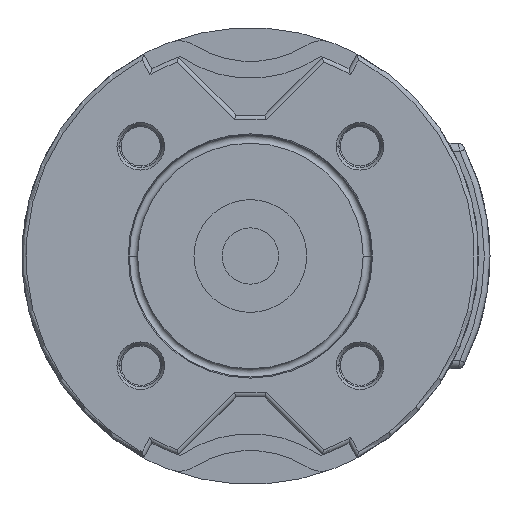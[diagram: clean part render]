
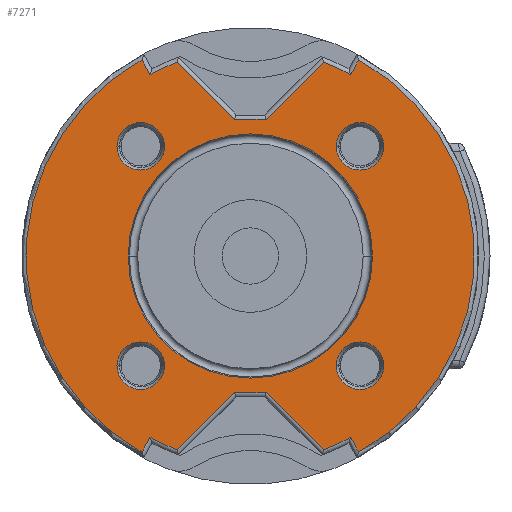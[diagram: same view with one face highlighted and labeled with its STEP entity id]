
A CAD part, left-side view. The second image highlights one B-rep face of the part: STEP entity #7271.
In plain terms, the highlighted planar face has unit normal (-1, 0, 0).
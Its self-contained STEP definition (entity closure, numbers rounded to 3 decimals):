
#2262=CARTESIAN_POINT('',(-58.,0.,0.));
#2263=DIRECTION('',(-1.,0.,0.));
#2264=DIRECTION('',(0.,0.485,-0.875));
#2265=AXIS2_PLACEMENT_3D('',#2262,#2263,#2264);
#2267=DIRECTION('',(0.,-0.467,0.884));
#2268=VECTOR('',#2267,1.2);
#2269=CARTESIAN_POINT('',(-58.,7.684,-13.92));
#2270=LINE('',#2269,#2268);
#2271=CARTESIAN_POINT('',(-58.,0.,0.));
#2272=DIRECTION('',(1.,0.,0.));
#2273=DIRECTION('',(0.,0.483,-0.875));
#2274=AXIS2_PLACEMENT_3D('',#2271,#2272,#2273);
#2276=DIRECTION('',(0.,0.467,0.884));
#2277=VECTOR('',#2276,1.2);
#2278=CARTESIAN_POINT('',(-58.,7.124,12.858));
#2279=LINE('',#2278,#2277);
#2280=CARTESIAN_POINT('',(-58.,0.,0.));
#2281=DIRECTION('',(-1.,0.,0.));
#2282=DIRECTION('',(0.,0.352,0.936));
#2283=AXIS2_PLACEMENT_3D('',#2280,#2281,#2282);
#2285=DIRECTION('',(0.,0.707,0.707));
#2286=VECTOR('',#2285,5.737);
#2287=CARTESIAN_POINT('',(-58.,1.124,9.7));
#2288=LINE('',#2287,#2286);
#2289=DIRECTION('',(0.,1.,0.));
#2290=VECTOR('',#2289,2.249);
#2291=CARTESIAN_POINT('',(-58.,-1.124,9.7));
#2292=LINE('',#2291,#2290);
#2293=DIRECTION('',(0.,0.707,-0.707));
#2294=VECTOR('',#2293,5.737);
#2295=CARTESIAN_POINT('',(-58.,-5.181,13.757));
#2296=LINE('',#2295,#2294);
#2297=CARTESIAN_POINT('',(-58.,0.,0.));
#2298=DIRECTION('',(-1.,0.,0.));
#2299=DIRECTION('',(0.,-0.485,0.875));
#2300=AXIS2_PLACEMENT_3D('',#2297,#2298,#2299);
#2302=DIRECTION('',(0.,0.467,-0.884));
#2303=VECTOR('',#2302,1.2);
#2304=CARTESIAN_POINT('',(-58.,-7.684,13.92));
#2305=LINE('',#2304,#2303);
#2306=CARTESIAN_POINT('',(-58.,0.,0.));
#2307=DIRECTION('',(1.,0.,0.));
#2308=DIRECTION('',(0.,-0.483,0.875));
#2309=AXIS2_PLACEMENT_3D('',#2306,#2307,#2308);
#2311=DIRECTION('',(0.,-0.467,-0.884));
#2312=VECTOR('',#2311,1.2);
#2313=CARTESIAN_POINT('',(-58.,-7.124,-12.858));
#2314=LINE('',#2313,#2312);
#2315=CARTESIAN_POINT('',(-58.,0.,0.));
#2316=DIRECTION('',(-1.,0.,0.));
#2317=DIRECTION('',(0.,-0.352,-0.936));
#2318=AXIS2_PLACEMENT_3D('',#2315,#2316,#2317);
#2320=DIRECTION('',(0.,-0.707,-0.707));
#2321=VECTOR('',#2320,5.737);
#2322=CARTESIAN_POINT('',(-58.,-1.124,-9.7));
#2323=LINE('',#2322,#2321);
#2324=DIRECTION('',(0.,-1.,0.));
#2325=VECTOR('',#2324,2.249);
#2326=CARTESIAN_POINT('',(-58.,1.124,-9.7));
#2327=LINE('',#2326,#2325);
#2328=DIRECTION('',(0.,-0.707,0.707));
#2329=VECTOR('',#2328,5.737);
#2330=CARTESIAN_POINT('',(-58.,5.181,-13.757));
#2331=LINE('',#2330,#2329);
#2352=CARTESIAN_POINT('',(-58.,0.,0.));
#2353=DIRECTION('',(1.,0.,0.));
#2354=DIRECTION('',(0.,1.,0.));
#2355=AXIS2_PLACEMENT_3D('',#2352,#2353,#2354);
#2357=CARTESIAN_POINT('',(-58.,0.,0.));
#2358=DIRECTION('',(1.,0.,0.));
#2359=DIRECTION('',(0.,-1.,0.));
#2360=AXIS2_PLACEMENT_3D('',#2357,#2358,#2359);
#2362=CARTESIAN_POINT('',(-58.,-7.778,
-7.778));
#2363=DIRECTION('',(1.,0.,0.));
#2364=DIRECTION('',(0.,-1.,0.));
#2365=AXIS2_PLACEMENT_3D('',#2362,#2363,#2364);
#2367=CARTESIAN_POINT('',(-58.,-7.778,
-7.778));
#2368=DIRECTION('',(1.,0.,0.));
#2369=DIRECTION('',(0.,1.,0.));
#2370=AXIS2_PLACEMENT_3D('',#2367,#2368,#2369);
#2372=CARTESIAN_POINT('',(-58.,7.778,
-7.778));
#2373=DIRECTION('',(1.,0.,0.));
#2374=DIRECTION('',(0.,-1.,0.));
#2375=AXIS2_PLACEMENT_3D('',#2372,#2373,#2374);
#2377=CARTESIAN_POINT('',(-58.,7.778,
-7.778));
#2378=DIRECTION('',(1.,0.,0.));
#2379=DIRECTION('',(0.,1.,0.));
#2380=AXIS2_PLACEMENT_3D('',#2377,#2378,#2379);
#2382=CARTESIAN_POINT('',(-58.,7.778,7.778));
#2383=DIRECTION('',(1.,0.,0.));
#2384=DIRECTION('',(0.,-1.,0.));
#2385=AXIS2_PLACEMENT_3D('',#2382,#2383,#2384);
#2387=CARTESIAN_POINT('',(-58.,7.778,7.778));
#2388=DIRECTION('',(1.,0.,0.));
#2389=DIRECTION('',(0.,1.,0.));
#2390=AXIS2_PLACEMENT_3D('',#2387,#2388,#2389);
#2392=CARTESIAN_POINT('',(-58.,-7.778,
7.778));
#2393=DIRECTION('',(1.,0.,0.));
#2394=DIRECTION('',(0.,-1.,0.));
#2395=AXIS2_PLACEMENT_3D('',#2392,#2393,#2394);
#2397=CARTESIAN_POINT('',(-58.,-7.778,
7.778));
#2398=DIRECTION('',(1.,0.,0.));
#2399=DIRECTION('',(0.,1.,0.));
#2400=AXIS2_PLACEMENT_3D('',#2397,#2398,#2399);
#3735=CARTESIAN_POINT('',(-58.,7.124,-12.858));
#3736=CARTESIAN_POINT('',(-58.,5.181,-13.757));
#3737=VERTEX_POINT('',#3735);
#3738=VERTEX_POINT('',#3736);
#3739=CARTESIAN_POINT('',(-58.,1.124,-9.7));
#3740=VERTEX_POINT('',#3739);
#3745=CARTESIAN_POINT('',(-58.,-1.124,-9.7));
#3746=VERTEX_POINT('',#3745);
#3749=CARTESIAN_POINT('',(-58.,-5.181,-13.757));
#3750=VERTEX_POINT('',#3749);
#3753=CARTESIAN_POINT('',(-58.,-7.124,-12.858));
#3754=VERTEX_POINT('',#3753);
#3755=CARTESIAN_POINT('',(-58.,-7.684,-13.92));
#3756=VERTEX_POINT('',#3755);
#3757=CARTESIAN_POINT('',(-58.,-7.684,13.92));
#3758=VERTEX_POINT('',#3757);
#3763=CARTESIAN_POINT('',(-58.,-7.124,12.858));
#3764=VERTEX_POINT('',#3763);
#3765=CARTESIAN_POINT('',(-58.,-5.181,13.757));
#3766=VERTEX_POINT('',#3765);
#3767=CARTESIAN_POINT('',(-58.,-1.124,9.7));
#3768=VERTEX_POINT('',#3767);
#3773=CARTESIAN_POINT('',(-58.,1.124,9.7));
#3774=VERTEX_POINT('',#3773);
#3777=CARTESIAN_POINT('',(-58.,5.181,13.757));
#3778=VERTEX_POINT('',#3777);
#3781=CARTESIAN_POINT('',(-58.,7.124,12.858));
#3782=VERTEX_POINT('',#3781);
#3783=CARTESIAN_POINT('',(-58.,7.684,13.92));
#3784=VERTEX_POINT('',#3783);
#3785=CARTESIAN_POINT('',(-58.,7.684,-13.92));
#3786=VERTEX_POINT('',#3785);
#3955=CARTESIAN_POINT('',(-58.,-9.462,
-7.778));
#3956=CARTESIAN_POINT('',(-58.,-6.094,
-7.778));
#3957=VERTEX_POINT('',#3955);
#3958=VERTEX_POINT('',#3956);
#3961=CARTESIAN_POINT('',(-58.,6.094,
-7.778));
#3962=CARTESIAN_POINT('',(-58.,9.462,
-7.778));
#3963=VERTEX_POINT('',#3961);
#3964=VERTEX_POINT('',#3962);
#3967=CARTESIAN_POINT('',(-58.,6.094,7.778));
#3968=CARTESIAN_POINT('',(-58.,9.462,7.778));
#3969=VERTEX_POINT('',#3967);
#3970=VERTEX_POINT('',#3968);
#3973=CARTESIAN_POINT('',(-58.,-9.462,
7.778));
#3974=CARTESIAN_POINT('',(-58.,-6.094,
7.778));
#3975=VERTEX_POINT('',#3973);
#3976=VERTEX_POINT('',#3974);
#4269=CARTESIAN_POINT('',(-58.,8.664,0.));
#4270=CARTESIAN_POINT('',(-58.,-8.664,0.));
#4271=VERTEX_POINT('',#4269);
#4272=VERTEX_POINT('',#4270);
#7203=CARTESIAN_POINT('',(-58.,0.,0.));
#7204=DIRECTION('',(1.,0.,0.));
#7205=DIRECTION('',(0.,-1.,0.));
#7206=AXIS2_PLACEMENT_3D('',#7203,#7204,#7205);
#7207=PLANE('',#7206);
#7209=ORIENTED_EDGE('',*,*,#7208,.F.);
#7211=ORIENTED_EDGE('',*,*,#7210,.F.);
#7213=ORIENTED_EDGE('',*,*,#7212,.T.);
#7215=ORIENTED_EDGE('',*,*,#7214,.F.);
#7217=ORIENTED_EDGE('',*,*,#7216,.F.);
#7219=ORIENTED_EDGE('',*,*,#7218,.F.);
#7221=ORIENTED_EDGE('',*,*,#7220,.F.);
#7223=ORIENTED_EDGE('',*,*,#7222,.F.);
#7225=ORIENTED_EDGE('',*,*,#7224,.F.);
#7227=ORIENTED_EDGE('',*,*,#7226,.F.);
#7229=ORIENTED_EDGE('',*,*,#7228,.T.);
#7231=ORIENTED_EDGE('',*,*,#7230,.F.);
#7233=ORIENTED_EDGE('',*,*,#7232,.F.);
#7234=ORIENTED_EDGE('',*,*,#7193,.F.);
#7236=ORIENTED_EDGE('',*,*,#7235,.F.);
#7238=ORIENTED_EDGE('',*,*,#7237,.F.);
#7239=EDGE_LOOP('',(#7209,#7211,#7213,#7215,#7217,#7219,#7221,#7223,#7225,#7227,
#7229,#7231,#7233,#7234,#7236,#7238));
#7240=FACE_OUTER_BOUND('',#7239,.F.);
#7242=ORIENTED_EDGE('',*,*,#7241,.F.);
#7244=ORIENTED_EDGE('',*,*,#7243,.F.);
#7245=EDGE_LOOP('',(#7242,#7244));
#7246=FACE_BOUND('',#7245,.F.);
#7248=ORIENTED_EDGE('',*,*,#7247,.F.);
#7250=ORIENTED_EDGE('',*,*,#7249,.F.);
#7251=EDGE_LOOP('',(#7248,#7250));
#7252=FACE_BOUND('',#7251,.F.);
#7254=ORIENTED_EDGE('',*,*,#7253,.F.);
#7256=ORIENTED_EDGE('',*,*,#7255,.F.);
#7257=EDGE_LOOP('',(#7254,#7256));
#7258=FACE_BOUND('',#7257,.F.);
#7260=ORIENTED_EDGE('',*,*,#7259,.F.);
#7262=ORIENTED_EDGE('',*,*,#7261,.F.);
#7263=EDGE_LOOP('',(#7260,#7262));
#7264=FACE_BOUND('',#7263,.F.);
#7266=ORIENTED_EDGE('',*,*,#7265,.F.);
#7268=ORIENTED_EDGE('',*,*,#7267,.F.);
#7269=EDGE_LOOP('',(#7266,#7268));
#7270=FACE_BOUND('',#7269,.F.);
#7271=ADVANCED_FACE('',(#7240,#7246,#7252,#7258,#7264,#7270),#7207,.F.);
#2266=CIRCLE('',#2265,14.7);
#2275=CIRCLE('',#2274,15.9);
#2284=CIRCLE('',#2283,14.7);
#2301=CIRCLE('',#2300,14.7);
#2310=CIRCLE('',#2309,15.9);
#2319=CIRCLE('',#2318,14.7);
#2356=CIRCLE('',#2355,8.664);
#2361=CIRCLE('',#2360,8.664);
#2366=CIRCLE('',#2365,1.684);
#2371=CIRCLE('',#2370,1.684);
#2376=CIRCLE('',#2375,1.684);
#2381=CIRCLE('',#2380,1.684);
#2386=CIRCLE('',#2385,1.684);
#2391=CIRCLE('',#2390,1.684);
#2396=CIRCLE('',#2395,1.684);
#2401=CIRCLE('',#2400,1.684);
#7193=EDGE_CURVE('',#3746,#3750,#2323,.T.);
#7208=EDGE_CURVE('',#3737,#3738,#2266,.T.);
#7210=EDGE_CURVE('',#3786,#3737,#2270,.T.);
#7212=EDGE_CURVE('',#3786,#3784,#2275,.T.);
#7214=EDGE_CURVE('',#3782,#3784,#2279,.T.);
#7216=EDGE_CURVE('',#3778,#3782,#2284,.T.);
#7218=EDGE_CURVE('',#3774,#3778,#2288,.T.);
#7220=EDGE_CURVE('',#3768,#3774,#2292,.T.);
#7222=EDGE_CURVE('',#3766,#3768,#2296,.T.);
#7224=EDGE_CURVE('',#3764,#3766,#2301,.T.);
#7226=EDGE_CURVE('',#3758,#3764,#2305,.T.);
#7228=EDGE_CURVE('',#3758,#3756,#2310,.T.);
#7230=EDGE_CURVE('',#3754,#3756,#2314,.T.);
#7232=EDGE_CURVE('',#3750,#3754,#2319,.T.);
#7235=EDGE_CURVE('',#3740,#3746,#2327,.T.);
#7237=EDGE_CURVE('',#3738,#3740,#2331,.T.);
#7241=EDGE_CURVE('',#4271,#4272,#2356,.T.);
#7243=EDGE_CURVE('',#4272,#4271,#2361,.T.);
#7247=EDGE_CURVE('',#3957,#3958,#2366,.T.);
#7249=EDGE_CURVE('',#3958,#3957,#2371,.T.);
#7253=EDGE_CURVE('',#3963,#3964,#2376,.T.);
#7255=EDGE_CURVE('',#3964,#3963,#2381,.T.);
#7259=EDGE_CURVE('',#3969,#3970,#2386,.T.);
#7261=EDGE_CURVE('',#3970,#3969,#2391,.T.);
#7265=EDGE_CURVE('',#3975,#3976,#2396,.T.);
#7267=EDGE_CURVE('',#3976,#3975,#2401,.T.);
